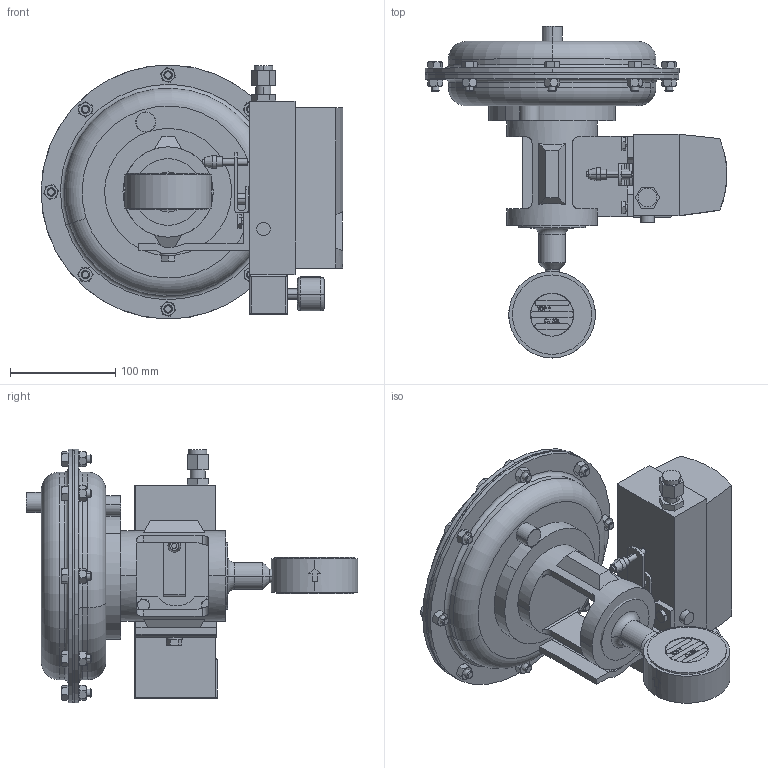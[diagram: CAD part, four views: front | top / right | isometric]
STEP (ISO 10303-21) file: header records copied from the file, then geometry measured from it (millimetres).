
FILE_DESCRIPTION (( 'STEP AP203' ), '1' );
FILE_NAME ('75SP-150-CB+SB-I3-35M-16IQ.step', '2017-10-27T12:44:18', ( '' ), ( '' ), 'SwSTEP 2.0', 'SolidWorks 2014', '' );
FILE_SCHEMA (( 'CONFIG_CONTROL_DESIGN' ));
Length unit declared in the file: inch
Products named in the file (1): 75SP-150-CB+SB-I3-35M-16IQ
Bounding box: 286.74 x 315.38 x 241.3 mm (x, y, z)
Volume: 4339040.6 mm3; surface area: 554981.7 mm2
Topology: 34 solids, 34 shells, 790 faces, 1785 edges, 1107 vertices
Faces by surface type: plane 378, cone 192, cylinder 141, bspline 57, torus 20, sphere 2
Entity records: 27672 total; most frequent: CARTESIAN_POINT 10694, ORIENTED_EDGE 3562, DIRECTION 3301, EDGE_CURVE 1781, AXIS2_PLACEMENT_3D 1246, VERTEX_POINT 1107, EDGE_LOOP 842, LINE 809
